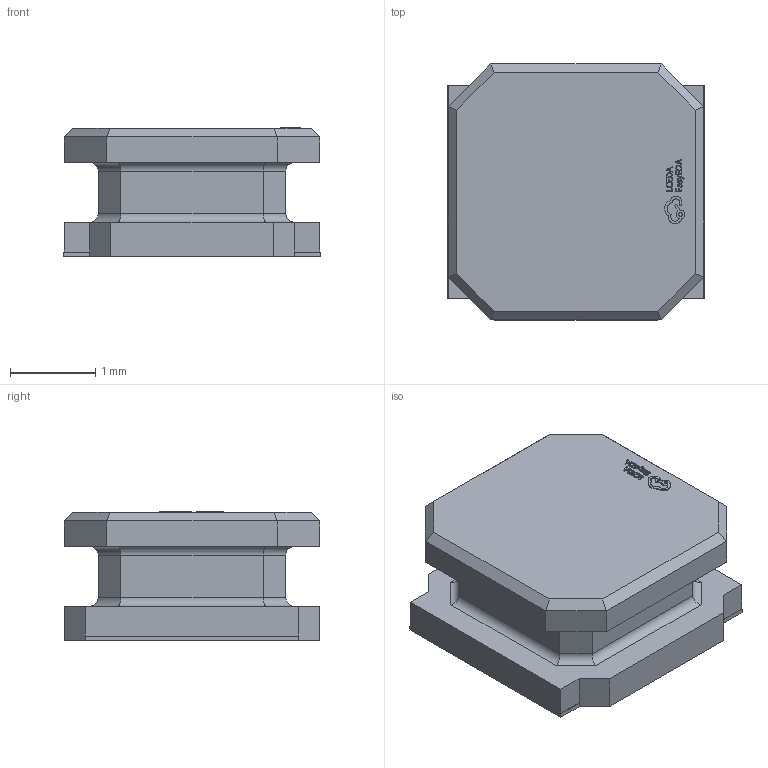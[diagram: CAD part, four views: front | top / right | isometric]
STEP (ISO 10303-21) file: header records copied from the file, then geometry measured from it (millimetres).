
FILE_DESCRIPTION (( 'STEP AP214' ), '1' );
FILE_NAME ('IND-SMD_L3.0-W3.0-1.step', '2022-07-08T23:59:43', ( '' ), ( '' ), 'SwSTEP 2.0', 'SolidWorks 2020', '' );
FILE_SCHEMA (( 'AUTOMOTIVE_DESIGN' ));
Length unit declared in the file: millimetre
Products named in the file (1): IND-SMD_L3.0-W3.0-1
Bounding box: 3 x 3 x 1.51 mm (x, y, z)
Volume: 10.1 mm3; surface area: 38.2 mm2
Topology: 1 solids, 1 shells, 351 faces, 939 edges, 618 vertices
Faces by surface type: plane 223, bspline 112, cylinder 16
Entity records: 15261 total; most frequent: CARTESIAN_POINT 4061, ORIENTED_EDGE 1878, DIRECTION 1175, EDGE_CURVE 939, VECTOR 695, LINE 695, VERTEX_POINT 618, EDGE_LOOP 379
